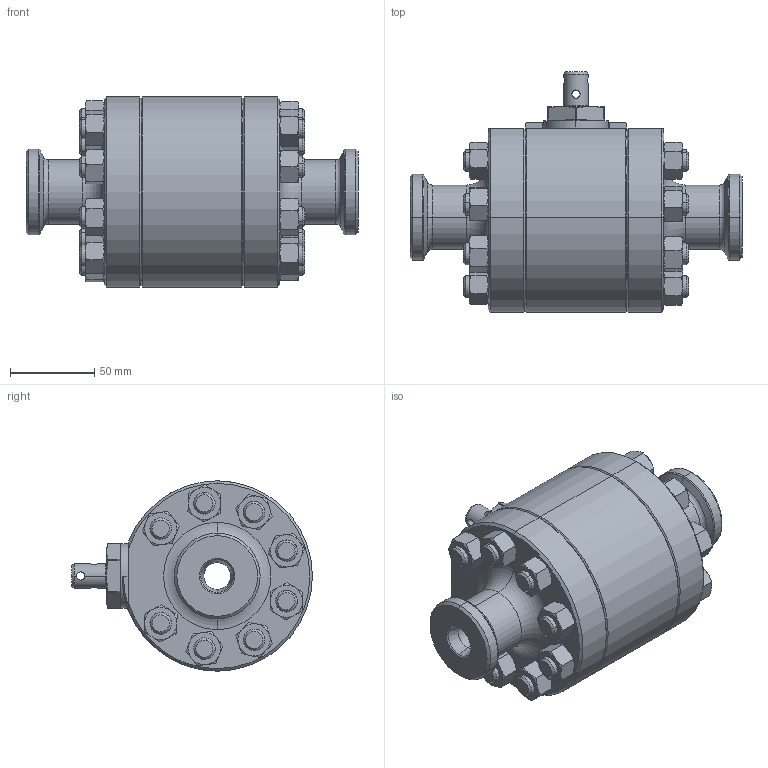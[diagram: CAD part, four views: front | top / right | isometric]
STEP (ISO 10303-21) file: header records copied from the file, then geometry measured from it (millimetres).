
FILE_DESCRIPTION (( 'STEP AP214' ), '1' );
FILE_NAME ('080300016 A (Bare Stem, 1 GR5).STEP', '2015-07-16T22:07:48', ( '' ), ( '' ), 'SwSTEP 2.0', 'SolidWorks 2015', '' );
FILE_SCHEMA (( 'AUTOMOTIVE_DESIGN' ));
Length unit declared in the file: inch
Products named in the file (1): 080300016 A (Bare Stem, 1 GR5)
Bounding box: 196.57 x 142.57 x 112.73 mm (x, y, z)
Volume: 810418.6 mm3; surface area: 227476.7 mm2
Topology: 29 solids, 29 shells, 1089 faces, 2793 edges, 1755 vertices
Faces by surface type: cylinder 495, cone 355, plane 190, bspline 32, torus 17
Entity records: 62415 total; most frequent: CARTESIAN_POINT 24175, ORIENTED_EDGE 5570, DIRECTION 4359, EDGE_CURVE 2785, AXIS2_PLACEMENT_3D 1796, VERTEX_POINT 1755, EDGE_LOOP 1180, LENGTH_MEASURE_WITH_UNIT 1120
